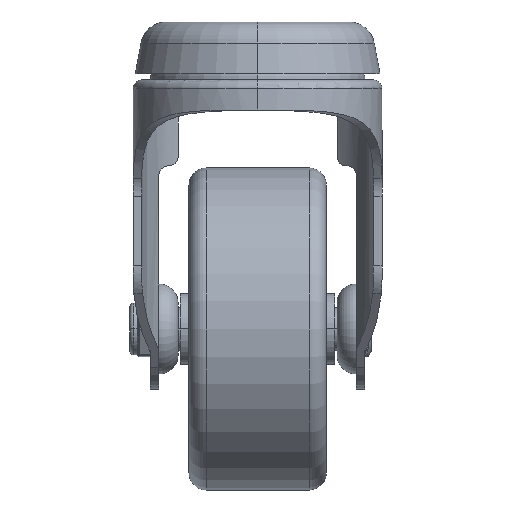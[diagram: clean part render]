
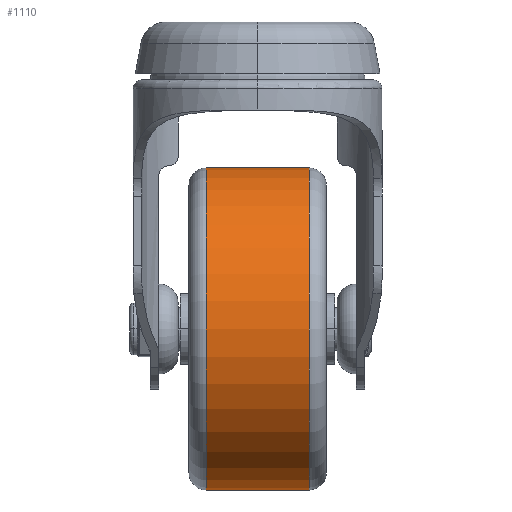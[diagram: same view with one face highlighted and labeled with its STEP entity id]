
A CAD part, left-side view. The second image highlights one B-rep face of the part: STEP entity #1110.
In plain terms, the highlighted cylindrical face has radius 37.5 mm (diameter 75 mm), a partial arc.
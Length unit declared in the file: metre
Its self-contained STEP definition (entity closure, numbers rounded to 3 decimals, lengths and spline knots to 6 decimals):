
#1110=ADVANCED_FACE('',(#1681),#1682,.T.);
#1681=FACE_OUTER_BOUND('',#5158,.T.);
#1682=CYLINDRICAL_SURFACE('',#5159,0.0375);
#5158=EDGE_LOOP('',(#10507,#10508,#10509,#10510));
#5159=AXIS2_PLACEMENT_3D('',#10511,#10512,#10513);
#10507=ORIENTED_EDGE('',*,*,#12704,.T.);
#10508=ORIENTED_EDGE('',*,*,#12712,.F.);
#10509=ORIENTED_EDGE('',*,*,#12706,.T.);
#10510=ORIENTED_EDGE('',*,*,#12710,.T.);
#10511=CARTESIAN_POINT('',(0.,0.,0.));
#10512=DIRECTION('',(0.,1.0,0.));
#10513=DIRECTION('',(0.,0.0,1.0));
#12704=EDGE_CURVE('',#13804,#13796,#13805,.T.);
#12706=EDGE_CURVE('',#13799,#13806,#13808,.T.);
#12710=EDGE_CURVE('',#13806,#13804,#13814,.T.);
#12712=EDGE_CURVE('',#13799,#13796,#13816,.T.);
#13796=VERTEX_POINT('',#16237);
#13799=VERTEX_POINT('',#16240);
#13804=VERTEX_POINT('',#16245);
#13805=LINE('',#16246,#16247);
#13806=VERTEX_POINT('',#16248);
#13808=LINE('',#16250,#16251);
#13814=CIRCLE('',#16257,0.0375);
#13816=CIRCLE('',#16259,0.0375);
#16237=CARTESIAN_POINT('',(0.,0.012,0.0375));
#16240=CARTESIAN_POINT('',(0.,0.012,-0.0375));
#16245=CARTESIAN_POINT('',(0.,-0.012,0.0375));
#16246=CARTESIAN_POINT('',(0.,0.,0.0375));
#16247=VECTOR('',#20149,1.0);
#16248=CARTESIAN_POINT('',(0.,-0.012,-0.0375));
#16250=CARTESIAN_POINT('',(0.,0.,-0.0375));
#16251=VECTOR('',#20153,1.0);
#16257=AXIS2_PLACEMENT_3D('',#20163,#20164,#20165);
#16259=AXIS2_PLACEMENT_3D('',#20169,#20170,#20171);
#20149=DIRECTION('',(0.,1.0,0.));
#20153=DIRECTION('',(0.,-1.0,0.));
#20163=CARTESIAN_POINT('',(0.,-0.012,0.));
#20164=DIRECTION('',(0.,1.0,0.));
#20165=DIRECTION('',(0.,0.0,1.0));
#20169=CARTESIAN_POINT('',(0.,0.012,0.));
#20170=DIRECTION('',(0.,1.0,0.));
#20171=DIRECTION('',(0.,0.0,1.0));
